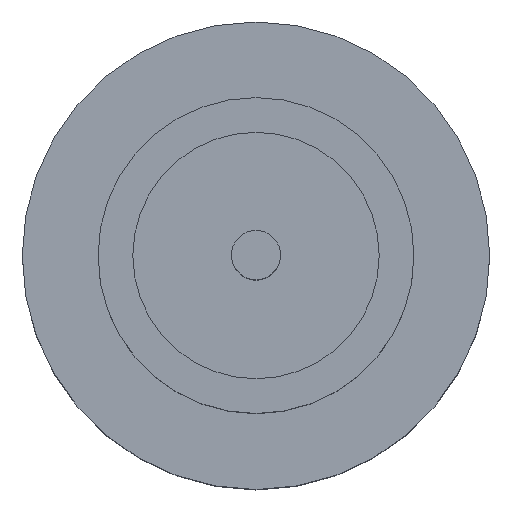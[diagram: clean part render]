
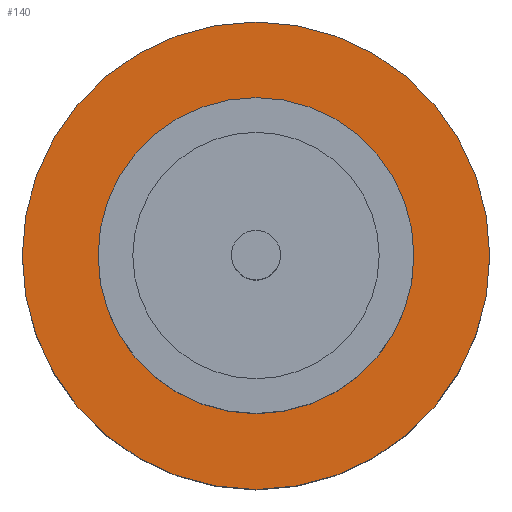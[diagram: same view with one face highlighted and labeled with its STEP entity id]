
A CAD part, top view. The second image highlights one B-rep face of the part: STEP entity #140.
In plain terms, the highlighted planar face has unit normal (0, 0, 1).
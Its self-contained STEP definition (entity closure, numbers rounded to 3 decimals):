
#18 = AXIS2_PLACEMENT_3D ( 'NONE', #606, #684, #87 ) ;
#26 = DIRECTION ( 'NONE',  ( 0., 0., 1. ) ) ;
#29 = CIRCLE ( 'NONE', #18, 1.85 ) ;
#30 = EDGE_LOOP ( 'NONE', ( #834, #408 ) ) ;
#31 = DIRECTION ( 'NONE',  ( 1., 0., 0. ) ) ;
#87 = DIRECTION ( 'NONE',  ( 1., 0., 0. ) ) ;
#111 = DIRECTION ( 'NONE',  ( 0., 0., 1. ) ) ;
#116 = AXIS2_PLACEMENT_3D ( 'NONE', #565, #628, #31 ) ;
#140 = ADVANCED_FACE ( 'NONE', ( #525, #601 ), #745, .T. ) ;
#154 = EDGE_LOOP ( 'NONE', ( #796, #765 ) ) ;
#179 = CARTESIAN_POINT ( 'NONE',  ( 0., 0., 1.55 ) ) ;
#181 = CIRCLE ( 'NONE', #232, 1.25 ) ;
#215 = DIRECTION ( 'NONE',  ( 1., 0., 0. ) ) ;
#231 = VERTEX_POINT ( 'NONE', #586 ) ;
#232 = AXIS2_PLACEMENT_3D ( 'NONE', #179, #369, #310 ) ;
#265 = AXIS2_PLACEMENT_3D ( 'NONE', #539, #26, #215 ) ;
#296 = CARTESIAN_POINT ( 'NONE',  ( -1.85, 0., 1.55 ) ) ;
#304 = DIRECTION ( 'NONE',  ( 1., 0., 0. ) ) ;
#310 = DIRECTION ( 'NONE',  ( 1., 0., 0. ) ) ;
#369 = DIRECTION ( 'NONE',  ( 0., 0., 1. ) ) ;
#408 = ORIENTED_EDGE ( 'NONE', *, *, #629, .T. ) ;
#444 = CIRCLE ( 'NONE', #651, 1.25 ) ;
#463 = EDGE_CURVE ( 'NONE', #517, #623, #29, .T. ) ;
#496 = CIRCLE ( 'NONE', #116, 1.85 ) ;
#500 = CARTESIAN_POINT ( 'NONE',  ( 0., 0., 1.55 ) ) ;
#517 = VERTEX_POINT ( 'NONE', #296 ) ;
#525 = FACE_BOUND ( 'NONE', #154, .T. ) ;
#539 = CARTESIAN_POINT ( 'NONE',  ( 0., 0., 1.55 ) ) ;
#565 = CARTESIAN_POINT ( 'NONE',  ( 0., 0., 1.55 ) ) ;
#581 = EDGE_CURVE ( 'NONE', #231, #736, #444, .T. ) ;
#586 = CARTESIAN_POINT ( 'NONE',  ( -1.25, 0., 1.55 ) ) ;
#601 = FACE_OUTER_BOUND ( 'NONE', #30, .T. ) ;
#606 = CARTESIAN_POINT ( 'NONE',  ( 0., 0., 1.55 ) ) ;
#623 = VERTEX_POINT ( 'NONE', #761 ) ;
#628 = DIRECTION ( 'NONE',  ( 0., 0., 1. ) ) ;
#629 = EDGE_CURVE ( 'NONE', #623, #517, #496, .T. ) ;
#651 = AXIS2_PLACEMENT_3D ( 'NONE', #500, #111, #304 ) ;
#684 = DIRECTION ( 'NONE',  ( 0., 0., 1. ) ) ;
#693 = EDGE_CURVE ( 'NONE', #736, #231, #181, .T. ) ;
#736 = VERTEX_POINT ( 'NONE', #843 ) ;
#745 = PLANE ( 'NONE',  #265 ) ;
#761 = CARTESIAN_POINT ( 'NONE',  ( 1.85, 0., 1.55 ) ) ;
#765 = ORIENTED_EDGE ( 'NONE', *, *, #581, .F. ) ;
#796 = ORIENTED_EDGE ( 'NONE', *, *, #693, .F. ) ;
#834 = ORIENTED_EDGE ( 'NONE', *, *, #463, .T. ) ;
#843 = CARTESIAN_POINT ( 'NONE',  ( 1.25, 0., 1.55 ) ) ;
